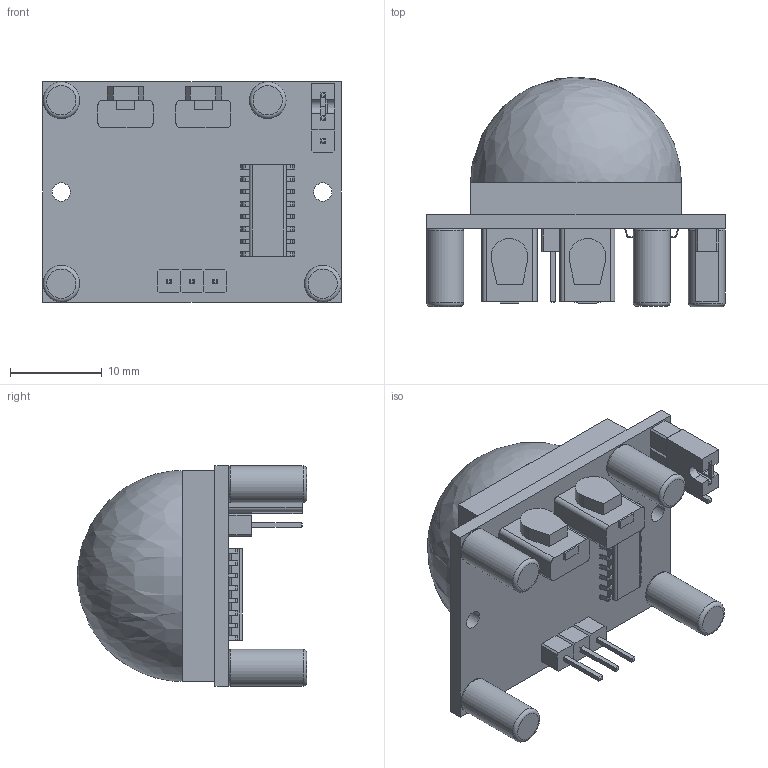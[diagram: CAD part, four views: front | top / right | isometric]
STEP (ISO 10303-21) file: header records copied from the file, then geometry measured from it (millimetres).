
FILE_DESCRIPTION(/* description */ (''),/* implementation_level */ '2;1');
FILE_NAME(/* name */ 'Bewegingssensor Your See STEP v2.step',/* time_stamp */ '2022-12-18T16:01:39+01:00',/* author */ (''),/* organization */ (''),/* preprocessor_version */ 'ST-DEVELOPER v19.2',/* originating_system */ 'Autodesk Translation Framework v11.17.0.187',/* authorisation */ '');
FILE_SCHEMA (('AUTOMOTIVE_DESIGN { 1 0 10303 214 3 1 1 }'));
Length unit declared in the file: millimetre
Products named in the file (1): Bewegingssensor Your Cee
Bounding box: 32.5 x 25 x 24 mm (x, y, z)
Volume: 7176 mm3; surface area: 5145.9 mm2
Topology: 43 solids, 43 shells, 419 faces, 977 edges, 641 vertices
Faces by surface type: plane 356, cylinder 54, torus 8, bspline 1
Full cylindrical faces by diameter (mm): 2 x2, 4 x4
Entity records: 11878 total; most frequent: CARTESIAN_POINT 2070, ORIENTED_EDGE 1950, DIRECTION 1949, EDGE_CURVE 975, LINE 839, VECTOR 839, VERTEX_POINT 641, AXIS2_PLACEMENT_3D 555
